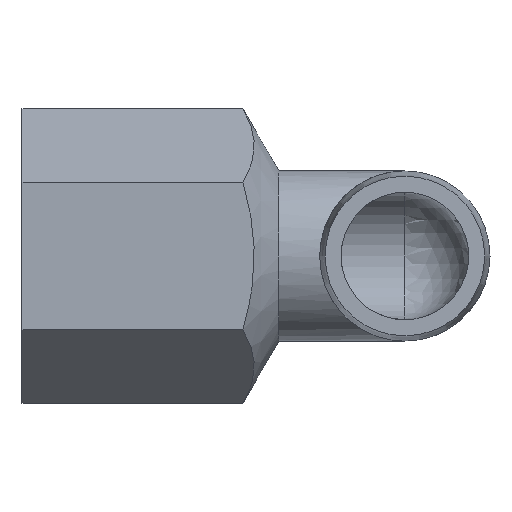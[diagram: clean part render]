
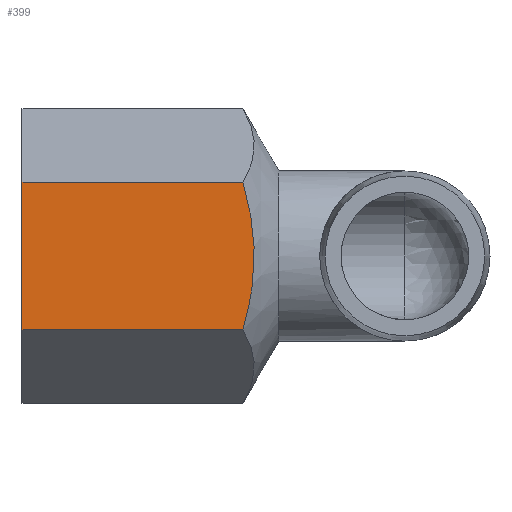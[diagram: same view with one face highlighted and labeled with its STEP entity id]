
A CAD part, front view. The second image highlights one B-rep face of the part: STEP entity #399.
In plain terms, the highlighted planar face has unit normal (0, -1, 0).
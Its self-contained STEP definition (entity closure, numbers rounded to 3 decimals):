
#27=(
BOUNDED_CURVE()
B_SPLINE_CURVE(2,(#757,#758,#759),.UNSPECIFIED.,.F.,.F.)
B_SPLINE_CURVE_WITH_KNOTS((3,3),(0.,1.402),.UNSPECIFIED.)
CURVE()
GEOMETRIC_REPRESENTATION_ITEM()
RATIONAL_B_SPLINE_CURVE((1.,1.155,1.))
REPRESENTATION_ITEM($)
);
#49=LINE($,#583,#63);
#56=LINE($,#789,#70);
#59=LINE($,#795,#73);
#63=VECTOR($,#473,13.856);
#70=VECTOR($,#528,20.769);
#73=VECTOR($,#537,20.769);
#81=PLANE($,#443);
#127=FACE_OUTER_BOUND($,#160,.T.);
#160=EDGE_LOOP($,(#359,#360,#361,#362));
#193=VERTEX_POINT($,#580);
#194=VERTEX_POINT($,#582);
#213=VERTEX_POINT($,#752);
#214=VERTEX_POINT($,#756);
#230=EDGE_CURVE($,#194,#193,#49,.T.);
#254=EDGE_CURVE($,#214,#213,#27,.T.);
#266=EDGE_CURVE($,#194,#213,#56,.T.);
#269=EDGE_CURVE($,#193,#214,#59,.T.);
#359=ORIENTED_EDGE($,*,*,#254,.T.);
#360=ORIENTED_EDGE($,*,*,#266,.F.);
#361=ORIENTED_EDGE($,*,*,#230,.T.);
#362=ORIENTED_EDGE($,*,*,#269,.T.);
#399=ADVANCED_FACE($,(#127),#81,.T.);
#443=AXIS2_PLACEMENT_3D($,#797,#539,#540);
#473=DIRECTION($,(0.,0.,1.));
#528=DIRECTION($,(-1.,0.,0.));
#537=DIRECTION($,(-1.,0.,0.));
#539=DIRECTION('center_axis',(0.,-1.,0.));
#540=DIRECTION('ref_axis',(0.,0.,-1.));
#580=CARTESIAN_POINT('',(36.,11.,6.928));
#582=CARTESIAN_POINT('',(36.,11.,-6.928));
#583=CARTESIAN_POINT($,(36.,11.,-6.928));
#752=CARTESIAN_POINT('',(15.231,11.,-6.928));
#756=CARTESIAN_POINT('',(15.231,11.,6.928));
#757=CARTESIAN_POINT('Ctrl Pts',(15.231,11.,6.928));
#758=CARTESIAN_POINT('Ctrl Pts',(13.231,11.,0.));
#759=CARTESIAN_POINT('Ctrl Pts',(15.231,11.,-6.928));
#789=CARTESIAN_POINT($,(36.,11.,-6.928));
#795=CARTESIAN_POINT($,(36.,11.,6.928));
#797=CARTESIAN_POINT('Origin',(36.,11.,6.928));
